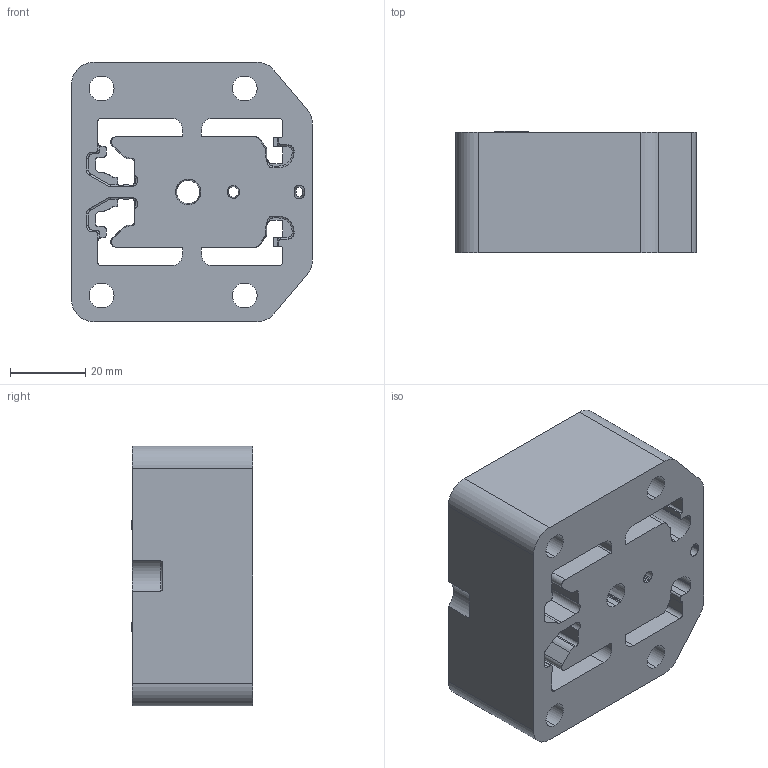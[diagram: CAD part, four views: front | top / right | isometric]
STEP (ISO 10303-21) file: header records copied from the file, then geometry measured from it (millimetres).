
FILE_DESCRIPTION (( 'STEP AP214' ), '1' );
FILE_NAME ('bau0025593433.step', '2023-06-01T06:25:38', ( '' ), ( '' ), 'SwSTEP 2.0', 'SolidWorks 2022', '' );
FILE_SCHEMA (( 'AUTOMOTIVE_DESIGN' ));
Length unit declared in the file: millimetre
Products named in the file (1): bau0025593433
Bounding box: 64 x 32.3 x 69 mm (x, y, z)
Volume: 101452.7 mm3; surface area: 29789.5 mm2
Topology: 1 solids, 1 shells, 420 faces, 1091 edges, 678 vertices
Faces by surface type: cylinder 157, plane 147, cone 83, torus 25, bspline 8
Entity records: 13445 total; most frequent: CARTESIAN_POINT 3145, ORIENTED_EDGE 2180, DIRECTION 2119, EDGE_CURVE 1090, AXIS2_PLACEMENT_3D 772, VERTEX_POINT 678, LINE 575, VECTOR 575
